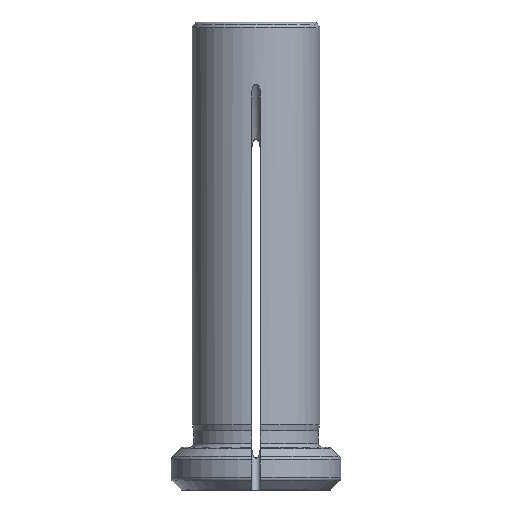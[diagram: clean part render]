
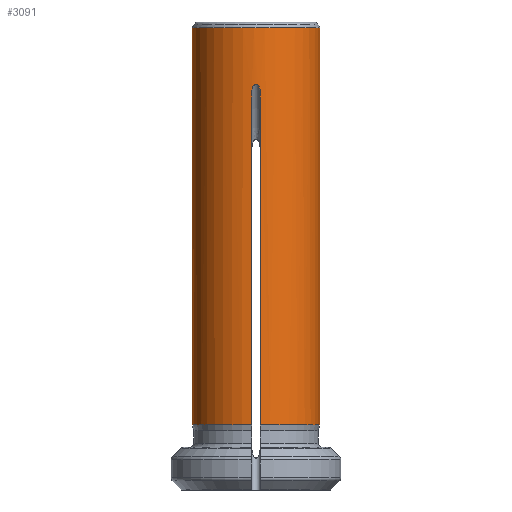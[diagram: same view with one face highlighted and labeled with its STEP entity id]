
A CAD part, front view. The second image highlights one B-rep face of the part: STEP entity #3091.
In plain terms, the highlighted cylindrical face has radius 6 mm (diameter 12 mm), a full revolution.
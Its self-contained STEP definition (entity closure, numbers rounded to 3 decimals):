
#79=CYLINDRICAL_SURFACE('',#3334,6.);
#104=CIRCLE('',#3237,6.);
#125=CIRCLE('',#3273,6.);
#140=CIRCLE('',#3303,6.);
#156=CIRCLE('',#3335,6.);
#157=CIRCLE('',#3336,6.);
#212=B_SPLINE_CURVE_WITH_KNOTS('',3,(#4855,#4856,#4857,#4858,#4859,#4860,
#4861,#4862,#4863),.UNSPECIFIED.,.F.,.F.,(4,1,1,1,1,1,4),(0.003,
0.003,0.003,0.004,0.004,
0.004,0.004),.UNSPECIFIED.);
#234=B_SPLINE_CURVE_WITH_KNOTS('',3,(#5034,#5035,#5036,#5037,#5038,#5039,
#5040,#5041,#5042),.UNSPECIFIED.,.F.,.F.,(4,1,1,1,1,1,4),(0.003,
0.003,0.003,0.004,0.004,
0.004,0.004),.UNSPECIFIED.);
#253=B_SPLINE_CURVE_WITH_KNOTS('',3,(#5201,#5202,#5203,#5204,#5205,#5206,
#5207,#5208,#5209),.UNSPECIFIED.,.F.,.F.,(4,1,1,1,1,1,4),(0.003,
0.003,0.003,0.004,0.004,
0.004,0.004),.UNSPECIFIED.);
#261=B_SPLINE_CURVE_WITH_KNOTS('',3,(#5288,#5289,#5290,#5291,#5292,#5293,
#5294,#5295,#5296),.UNSPECIFIED.,.F.,.F.,(4,1,1,1,1,1,4),(0.003,
0.003,0.003,0.004,0.004,
0.004,0.004),.UNSPECIFIED.);
#674=ORIENTED_EDGE('',*,*,#1489,.F.);
#675=ORIENTED_EDGE('',*,*,#1336,.F.);
#676=ORIENTED_EDGE('',*,*,#1490,.T.);
#677=ORIENTED_EDGE('',*,*,#1491,.F.);
#678=ORIENTED_EDGE('',*,*,#1492,.F.);
#679=ORIENTED_EDGE('',*,*,#1493,.F.);
#680=ORIENTED_EDGE('',*,*,#1472,.T.);
#681=ORIENTED_EDGE('',*,*,#1469,.F.);
#682=ORIENTED_EDGE('',*,*,#1481,.F.);
#683=ORIENTED_EDGE('',*,*,#1440,.F.);
#684=ORIENTED_EDGE('',*,*,#1428,.T.);
#685=ORIENTED_EDGE('',*,*,#1425,.F.);
#686=ORIENTED_EDGE('',*,*,#1437,.F.);
#687=ORIENTED_EDGE('',*,*,#1396,.F.);
#688=ORIENTED_EDGE('',*,*,#1381,.T.);
#689=ORIENTED_EDGE('',*,*,#1378,.F.);
#690=ORIENTED_EDGE('',*,*,#1393,.F.);
#1336=EDGE_CURVE('',#1800,#1801,#104,.F.);
#1378=EDGE_CURVE('',#1836,#1837,#212,.T.);
#1381=EDGE_CURVE('',#1838,#1837,#2094,.T.);
#1393=EDGE_CURVE('',#1801,#1836,#2098,.T.);
#1396=EDGE_CURVE('',#1838,#1844,#125,.F.);
#1425=EDGE_CURVE('',#1864,#1865,#234,.T.);
#1428=EDGE_CURVE('',#1866,#1865,#2104,.T.);
#1437=EDGE_CURVE('',#1844,#1864,#2108,.T.);
#1440=EDGE_CURVE('',#1866,#1872,#140,.F.);
#1469=EDGE_CURVE('',#1892,#1893,#253,.T.);
#1472=EDGE_CURVE('',#1894,#1893,#2114,.T.);
#1481=EDGE_CURVE('',#1872,#1892,#2118,.T.);
#1489=EDGE_CURVE('',#1905,#1905,#156,.F.);
#1490=EDGE_CURVE('',#1800,#1906,#2122,.T.);
#1491=EDGE_CURVE('',#1907,#1906,#261,.T.);
#1492=EDGE_CURVE('',#1908,#1907,#2123,.T.);
#1493=EDGE_CURVE('',#1894,#1908,#157,.F.);
#1800=VERTEX_POINT('',#4695);
#1801=VERTEX_POINT('',#4697);
#1836=VERTEX_POINT('',#4854);
#1837=VERTEX_POINT('',#4864);
#1838=VERTEX_POINT('',#4869);
#1844=VERTEX_POINT('',#4916);
#1864=VERTEX_POINT('',#5033);
#1865=VERTEX_POINT('',#5043);
#1866=VERTEX_POINT('',#5048);
#1872=VERTEX_POINT('',#5083);
#1892=VERTEX_POINT('',#5200);
#1893=VERTEX_POINT('',#5210);
#1894=VERTEX_POINT('',#5215);
#1905=VERTEX_POINT('',#5285);
#1906=VERTEX_POINT('',#5287);
#1907=VERTEX_POINT('',#5297);
#1908=VERTEX_POINT('',#5299);
#2094=LINE('',#4868,#2363);
#2098=LINE('',#4910,#2367);
#2104=LINE('',#5047,#2373);
#2108=LINE('',#5077,#2377);
#2114=LINE('',#5214,#2383);
#2118=LINE('',#5244,#2387);
#2122=LINE('',#5286,#2391);
#2123=LINE('',#5298,#2392);
#2363=VECTOR('',#3624,1000.);
#2367=VECTOR('',#3630,1000.);
#2373=VECTOR('',#3694,1000.);
#2377=VECTOR('',#3700,1000.);
#2383=VECTOR('',#3764,1000.);
#2387=VECTOR('',#3770,1000.);
#2391=VECTOR('',#3784,1000.);
#2392=VECTOR('',#3785,1000.);
#2611=EDGE_LOOP('',(#674));
#2612=EDGE_LOOP('',(#675,#676,#677,#678,#679,#680,#681,#682,#683,#684,#685,
#686,#687,#688,#689,#690));
#2812=FACE_BOUND('',#2611,.T.);
#2813=FACE_BOUND('',#2612,.T.);
#3091=ADVANCED_FACE('',(#2812,#2813),#79,.T.);
#3237=AXIS2_PLACEMENT_3D('',#4696,#3551,#3552);
#3273=AXIS2_PLACEMENT_3D('',#4915,#3636,#3637);
#3303=AXIS2_PLACEMENT_3D('',#5082,#3706,#3707);
#3334=AXIS2_PLACEMENT_3D('',#5283,#3780,#3781);
#3335=AXIS2_PLACEMENT_3D('',#5284,#3782,#3783);
#3336=AXIS2_PLACEMENT_3D('',#5300,#3786,#3787);
#3551=DIRECTION('',(0.,0.,1.));
#3552=DIRECTION('',(1.,0.,0.));
#3624=DIRECTION('',(0.,0.,1.));
#3630=DIRECTION('',(0.,0.,1.));
#3636=DIRECTION('',(0.,0.,1.));
#3637=DIRECTION('',(1.,0.,0.));
#3694=DIRECTION('',(0.,0.,1.));
#3700=DIRECTION('',(0.,0.,1.));
#3706=DIRECTION('',(0.,0.,1.));
#3707=DIRECTION('',(1.,0.,0.));
#3764=DIRECTION('',(0.,0.,1.));
#3770=DIRECTION('',(0.,0.,1.));
#3780=DIRECTION('',(0.,0.,1.));
#3781=DIRECTION('',(1.,0.,0.));
#3782=DIRECTION('',(0.,0.,-1.));
#3783=DIRECTION('',(-1.,0.,0.));
#3784=DIRECTION('',(0.,0.,1.));
#3785=DIRECTION('',(0.,0.,1.));
#3786=DIRECTION('',(0.,0.,1.));
#3787=DIRECTION('',(1.,0.,0.));
#4695=CARTESIAN_POINT('',(5.987,-0.4,2.127));
#4696=CARTESIAN_POINT('',(0.,0.,2.127));
#4697=CARTESIAN_POINT('',(0.4,-5.987,2.127));
#4854=CARTESIAN_POINT('',(0.4,-5.987,33.42));
#4855=CARTESIAN_POINT('',(0.4,-5.987,33.42));
#4856=CARTESIAN_POINT('',(0.4,-5.987,33.569));
#4857=CARTESIAN_POINT('',(0.363,-5.989,33.792));
#4858=CARTESIAN_POINT('',(0.216,-5.997,34.059));
#4859=CARTESIAN_POINT('',(-0.001,-6.002,34.185));
#4860=CARTESIAN_POINT('',(-0.216,-5.997,34.058));
#4861=CARTESIAN_POINT('',(-0.362,-5.989,33.794));
#4862=CARTESIAN_POINT('',(-0.4,-5.987,33.569));
#4863=CARTESIAN_POINT('',(-0.4,-5.987,33.42));
#4864=CARTESIAN_POINT('',(-0.4,-5.987,33.42));
#4868=CARTESIAN_POINT('',(-0.4,-5.987,60.));
#4869=CARTESIAN_POINT('',(-0.4,-5.987,2.127));
#4910=CARTESIAN_POINT('',(0.4,-5.987,60.));
#4915=CARTESIAN_POINT('',(0.,0.,2.127));
#4916=CARTESIAN_POINT('',(-5.987,-0.4,2.127));
#5033=CARTESIAN_POINT('',(-5.987,-0.4,33.42));
#5034=CARTESIAN_POINT('',(-5.987,-0.4,33.42));
#5035=CARTESIAN_POINT('',(-5.987,-0.4,33.569));
#5036=CARTESIAN_POINT('',(-5.989,-0.363,33.792));
#5037=CARTESIAN_POINT('',(-5.997,-0.216,34.059));
#5038=CARTESIAN_POINT('',(-6.002,0.001,34.185));
#5039=CARTESIAN_POINT('',(-5.997,0.216,34.058));
#5040=CARTESIAN_POINT('',(-5.989,0.362,33.794));
#5041=CARTESIAN_POINT('',(-5.987,0.4,33.569));
#5042=CARTESIAN_POINT('',(-5.987,0.4,33.42));
#5043=CARTESIAN_POINT('',(-5.987,0.4,33.42));
#5047=CARTESIAN_POINT('',(-5.987,0.4,60.));
#5048=CARTESIAN_POINT('',(-5.987,0.4,2.127));
#5077=CARTESIAN_POINT('',(-5.987,-0.4,60.));
#5082=CARTESIAN_POINT('',(0.,0.,2.127));
#5083=CARTESIAN_POINT('',(-0.4,5.987,2.127));
#5200=CARTESIAN_POINT('',(-0.4,5.987,33.42));
#5201=CARTESIAN_POINT('',(-0.4,5.987,33.42));
#5202=CARTESIAN_POINT('',(-0.4,5.987,33.569));
#5203=CARTESIAN_POINT('',(-0.363,5.989,33.792));
#5204=CARTESIAN_POINT('',(-0.216,5.997,34.059));
#5205=CARTESIAN_POINT('',(0.001,6.002,34.185));
#5206=CARTESIAN_POINT('',(0.216,5.997,34.058));
#5207=CARTESIAN_POINT('',(0.362,5.989,33.794));
#5208=CARTESIAN_POINT('',(0.4,5.987,33.569));
#5209=CARTESIAN_POINT('',(0.4,5.987,33.42));
#5210=CARTESIAN_POINT('',(0.4,5.987,33.42));
#5214=CARTESIAN_POINT('',(0.4,5.987,60.));
#5215=CARTESIAN_POINT('',(0.4,5.987,2.127));
#5244=CARTESIAN_POINT('',(-0.4,5.987,60.));
#5283=CARTESIAN_POINT('',(0.,0.,60.));
#5284=CARTESIAN_POINT('',(0.,0.,39.473));
#5285=CARTESIAN_POINT('',(-6.,0.,39.473));
#5286=CARTESIAN_POINT('',(5.987,-0.4,60.));
#5287=CARTESIAN_POINT('',(5.987,-0.4,33.42));
#5288=CARTESIAN_POINT('',(5.987,0.4,33.42));
#5289=CARTESIAN_POINT('',(5.987,0.4,33.569));
#5290=CARTESIAN_POINT('',(5.989,0.363,33.792));
#5291=CARTESIAN_POINT('',(5.997,0.216,34.059));
#5292=CARTESIAN_POINT('',(6.002,-0.001,34.185));
#5293=CARTESIAN_POINT('',(5.997,-0.216,34.058));
#5294=CARTESIAN_POINT('',(5.989,-0.362,33.794));
#5295=CARTESIAN_POINT('',(5.987,-0.4,33.569));
#5296=CARTESIAN_POINT('',(5.987,-0.4,33.42));
#5297=CARTESIAN_POINT('',(5.987,0.4,33.42));
#5298=CARTESIAN_POINT('',(5.987,0.4,60.));
#5299=CARTESIAN_POINT('',(5.987,0.4,2.127));
#5300=CARTESIAN_POINT('',(0.,0.,2.127));
